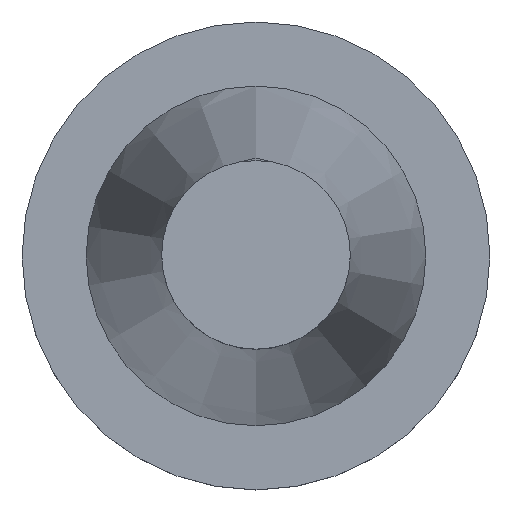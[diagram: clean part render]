
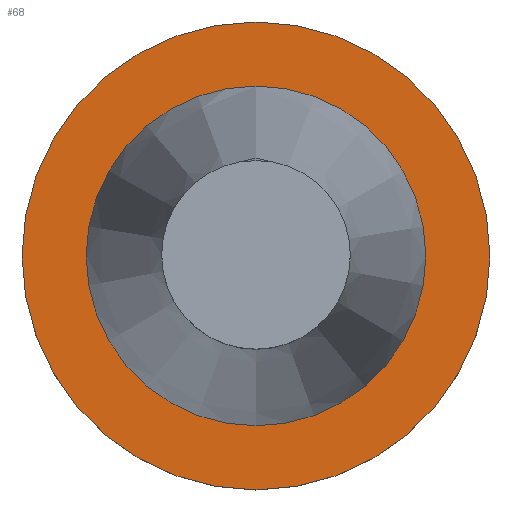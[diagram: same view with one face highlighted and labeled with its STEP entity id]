
A CAD part, top view. The second image highlights one B-rep face of the part: STEP entity #68.
In plain terms, the highlighted planar face has unit normal (0, 0, 1).
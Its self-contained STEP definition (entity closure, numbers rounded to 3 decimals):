
#68=ADVANCED_FACE('',(#84,#85),#80,.F.);
#80=PLANE('',#234);
#84=FACE_BOUND('',#92,.T.);
#85=FACE_BOUND('',#93,.T.);
#92=EDGE_LOOP('',(#108));
#93=EDGE_LOOP('',(#109,#110));
#108=ORIENTED_EDGE('',*,*,#168,.T.);
#109=ORIENTED_EDGE('',*,*,#169,.T.);
#110=ORIENTED_EDGE('',*,*,#170,.T.);
#152=VERTEX_POINT('',#334);
#153=VERTEX_POINT('',#336);
#154=VERTEX_POINT('',#337);
#168=EDGE_CURVE('',#152,#152,#190,.T.);
#169=EDGE_CURVE('',#153,#154,#191,.T.);
#170=EDGE_CURVE('',#154,#153,#192,.T.);
#190=CIRCLE('',#231,48.75);
#191=CIRCLE('',#232,35.392);
#192=CIRCLE('',#233,35.392);
#231=AXIS2_PLACEMENT_3D('',#333,#267,#268);
#232=AXIS2_PLACEMENT_3D('',#335,#269,#270);
#233=AXIS2_PLACEMENT_3D('',#338,#271,#272);
#234=AXIS2_PLACEMENT_3D('',#339,#273,#274);
#267=DIRECTION('',(0.,0.,1.));
#268=DIRECTION('',(-1.,0.,0.));
#269=DIRECTION('',(0.,0.,-1.));
#270=DIRECTION('',(-1.,0.,0.));
#271=DIRECTION('',(0.,0.,-1.));
#272=DIRECTION('',(-1.,0.,0.));
#273=DIRECTION('',(0.,0.,-1.));
#274=DIRECTION('',(0.,1.,0.));
#333=CARTESIAN_POINT('',(0.,0.,-3.2));
#334=CARTESIAN_POINT('',(-48.75,0.,-3.2));
#335=CARTESIAN_POINT('',(0.,0.,-3.2));
#336=CARTESIAN_POINT('',(0.,35.392,-3.2));
#337=CARTESIAN_POINT('',(0.,-35.392,-3.2));
#338=CARTESIAN_POINT('',(0.,0.,-3.2));
#339=CARTESIAN_POINT('',(0.,0.,-3.2));
